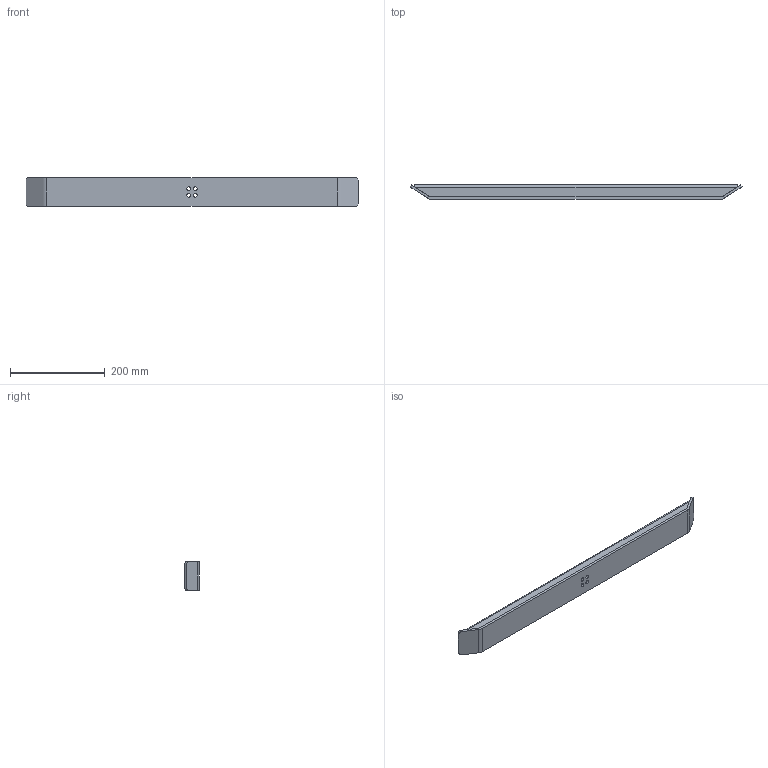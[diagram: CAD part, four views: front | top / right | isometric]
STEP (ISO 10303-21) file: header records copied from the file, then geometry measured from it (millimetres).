
FILE_DESCRIPTION((''),'2;1');
FILE_NAME('JS36DS-0079','2020-04-28T07:58:53',('Administrator'),('捷昌驱动'),'CREO PARAMETRIC BY PTC INC, 2018100','CREO PARAMETRIC BY PTC INC, 2018100','');
FILE_SCHEMA(('CONFIG_CONTROL_DESIGN'));
Length unit declared in the file: millimetre
Products named in the file (1): JS36DS-0079
Bounding box: 700 x 30 x 60 mm (x, y, z)
Volume: 496877.4 mm3; surface area: 201773.8 mm2
Topology: 1 solids, 3 shells, 309 faces, 855 edges, 570 vertices
Faces by surface type: plane 145, extrusion 130, cylinder 34
Entity records: 10490 total; most frequent: CARTESIAN_POINT 2983, ORIENTED_EDGE 1702, DIRECTION 1141, EDGE_CURVE 855, VECTOR 653, VERTEX_POINT 570, LINE 523, B_SPLINE_CURVE_WITH_KNOTS 398
